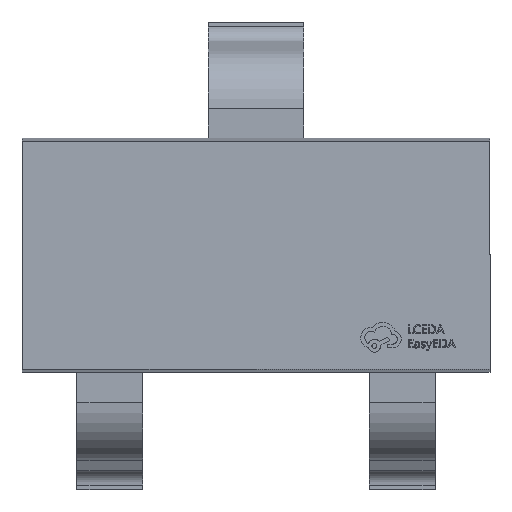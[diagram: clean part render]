
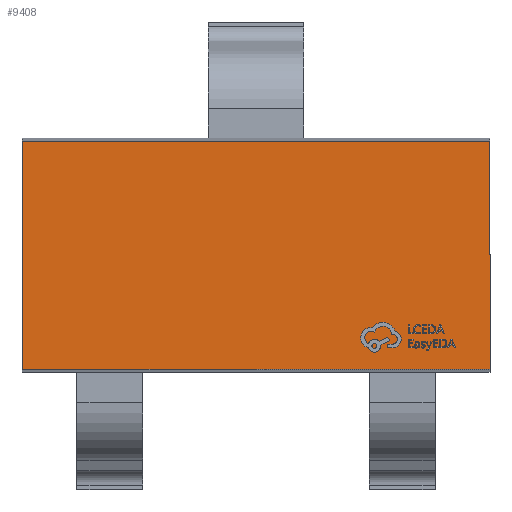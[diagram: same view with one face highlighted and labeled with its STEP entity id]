
A CAD part, top view. The second image highlights one B-rep face of the part: STEP entity #9408.
In plain terms, the highlighted planar face has unit normal (0, 0, 1).
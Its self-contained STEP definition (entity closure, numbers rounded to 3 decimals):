
#447 = DIRECTION ( 'NONE',  ( 0., -1., 0. ) ) ;
#820 = VECTOR ( 'NONE', #6134, 1000. ) ;
#1021 = CARTESIAN_POINT ( 'NONE',  ( -0.8, 0.39, 0.7 ) ) ;
#1522 = VERTEX_POINT ( 'NONE', #14824 ) ;
#1936 = DIRECTION ( 'NONE',  ( 1., 0., 0. ) ) ;
#2462 = VERTEX_POINT ( 'NONE', #15241 ) ;
#2483 = VERTEX_POINT ( 'NONE', #12641 ) ;
#2636 = VECTOR ( 'NONE', #7447, 1000. ) ;
#4408 = EDGE_CURVE ( 'NONE', #6270, #2483, #8440, .T. ) ;
#4908 = AXIS2_PLACEMENT_3D ( 'NONE', #8503, #16255, #9615 ) ;
#5193 = PLANE ( 'NONE',  #4908 ) ;
#5769 = FACE_OUTER_BOUND ( 'NONE', #14761, .T. ) ;
#6134 = DIRECTION ( 'NONE',  ( -1., 0., 0. ) ) ;
#6266 = EDGE_CURVE ( 'NONE', #1522, #6270, #15640, .T. ) ;
#6270 = VERTEX_POINT ( 'NONE', #9341 ) ;
#6365 = CARTESIAN_POINT ( 'NONE',  ( 0.8, 0.4, 0.7 ) ) ;
#7362 = LINE ( 'NONE', #6365, #2636 ) ;
#7447 = DIRECTION ( 'NONE',  ( 0., 1., 0. ) ) ;
#7611 = ORIENTED_EDGE ( 'NONE', *, *, #11744, .T. ) ;
#8440 = LINE ( 'NONE', #13355, #16215 ) ;
#8503 = CARTESIAN_POINT ( 'NONE',  ( 0., 0., 0.7 ) ) ;
#9341 = CARTESIAN_POINT ( 'NONE',  ( -0.8, -0.39, 0.7 ) ) ;
#9408 = ADVANCED_FACE ( 'NONE', ( #5769 ), #5193, .T. ) ;
#9422 = CARTESIAN_POINT ( 'NONE',  ( -0.8, 0.4, 0.7 ) ) ;
#9615 = DIRECTION ( 'NONE',  ( 1., 0., 0. ) ) ;
#11744 = EDGE_CURVE ( 'NONE', #2462, #1522, #12426, .T. ) ;
#12426 = LINE ( 'NONE', #1021, #820 ) ;
#12641 = CARTESIAN_POINT ( 'NONE',  ( 0.8, -0.39, 0.7 ) ) ;
#12819 = ORIENTED_EDGE ( 'NONE', *, *, #4408, .T. ) ;
#13355 = CARTESIAN_POINT ( 'NONE',  ( 0.8, -0.39, 0.7 ) ) ;
#14064 = ORIENTED_EDGE ( 'NONE', *, *, #16424, .T. ) ;
#14280 = ORIENTED_EDGE ( 'NONE', *, *, #6266, .T. ) ;
#14632 = VECTOR ( 'NONE', #447, 1000. ) ;
#14761 = EDGE_LOOP ( 'NONE', ( #14280, #12819, #14064, #7611 ) ) ;
#14824 = CARTESIAN_POINT ( 'NONE',  ( -0.8, 0.39, 0.7 ) ) ;
#15241 = CARTESIAN_POINT ( 'NONE',  ( 0.8, 0.39, 0.7 ) ) ;
#15640 = LINE ( 'NONE', #9422, #14632 ) ;
#16215 = VECTOR ( 'NONE', #1936, 1000. ) ;
#16255 = DIRECTION ( 'NONE',  ( 0., 0., 1. ) ) ;
#16424 = EDGE_CURVE ( 'NONE', #2483, #2462, #7362, .T. ) ;
